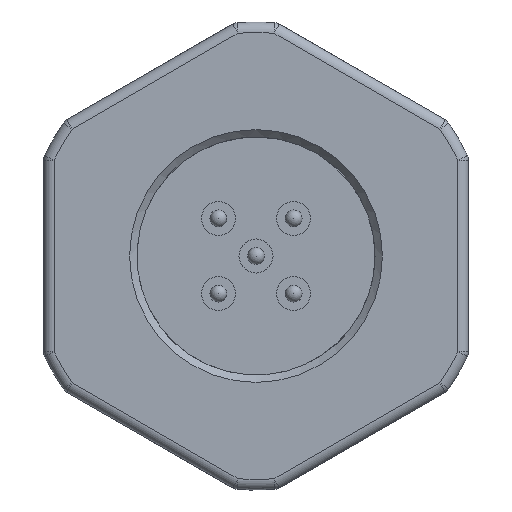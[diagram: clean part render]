
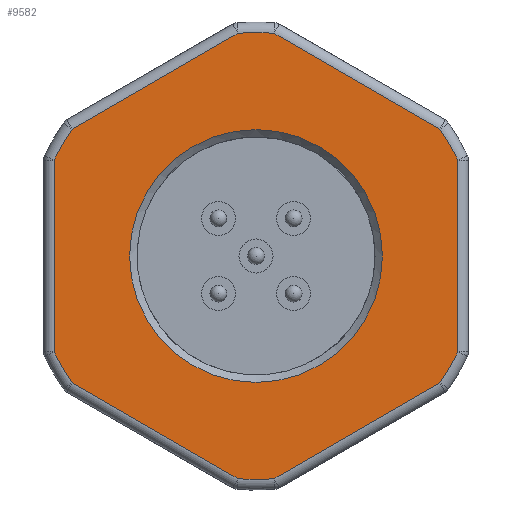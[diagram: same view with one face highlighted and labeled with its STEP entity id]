
A CAD part, left-side view. The second image highlights one B-rep face of the part: STEP entity #9582.
In plain terms, the highlighted face is planar.
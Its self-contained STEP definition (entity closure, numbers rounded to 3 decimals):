
#284=PLANE('',#10379);
#911=LINE('',#17768,#1762);
#919=LINE('',#17803,#1770);
#925=LINE('',#17825,#1776);
#938=LINE('',#17912,#1789);
#944=LINE('',#17940,#1795);
#949=LINE('',#17966,#1800);
#1762=VECTOR('',#11590,1000.);
#1770=VECTOR('',#11638,1000.);
#1776=VECTOR('',#11672,1000.);
#1789=VECTOR('',#11793,1000.);
#1795=VECTOR('',#11831,1000.);
#1800=VECTOR('',#11868,1000.);
#3612=ORIENTED_EDGE('',*,*,#5454,.F.);
#3613=ORIENTED_EDGE('',*,*,#5801,.F.);
#3614=ORIENTED_EDGE('',*,*,#5794,.T.);
#3615=ORIENTED_EDGE('',*,*,#5787,.F.);
#3616=ORIENTED_EDGE('',*,*,#5780,.F.);
#3617=ORIENTED_EDGE('',*,*,#5773,.F.);
#3618=ORIENTED_EDGE('',*,*,#5706,.F.);
#3619=ORIENTED_EDGE('',*,*,#5692,.F.);
#3620=ORIENTED_EDGE('',*,*,#5724,.T.);
#3621=ORIENTED_EDGE('',*,*,#5684,.F.);
#3622=ORIENTED_EDGE('',*,*,#5736,.F.);
#3623=ORIENTED_EDGE('',*,*,#5673,.F.);
#3624=ORIENTED_EDGE('',*,*,#5807,.F.);
#5454=EDGE_CURVE('',#6776,#6776,#7634,.T.);
#5673=EDGE_CURVE('',#6921,#6928,#7652,.T.);
#5684=EDGE_CURVE('',#6936,#6937,#7661,.T.);
#5692=EDGE_CURVE('',#6943,#6941,#7669,.T.);
#5706=EDGE_CURVE('',#6941,#6952,#911,.T.);
#5724=EDGE_CURVE('',#6943,#6937,#919,.T.);
#5736=EDGE_CURVE('',#6928,#6936,#925,.T.);
#5773=EDGE_CURVE('',#6952,#6979,#7722,.T.);
#5780=EDGE_CURVE('',#6979,#6982,#938,.T.);
#5787=EDGE_CURVE('',#6982,#6985,#7730,.T.);
#5794=EDGE_CURVE('',#6988,#6985,#944,.T.);
#5801=EDGE_CURVE('',#6988,#6991,#7738,.T.);
#5807=EDGE_CURVE('',#6991,#6921,#949,.T.);
#6776=VERTEX_POINT('',#13905);
#6921=VERTEX_POINT('',#17680);
#6928=VERTEX_POINT('',#17699);
#6936=VERTEX_POINT('',#17721);
#6937=VERTEX_POINT('',#17723);
#6941=VERTEX_POINT('',#17734);
#6943=VERTEX_POINT('',#17738);
#6952=VERTEX_POINT('',#17765);
#6979=VERTEX_POINT('',#17899);
#6982=VERTEX_POINT('',#17913);
#6985=VERTEX_POINT('',#17927);
#6988=VERTEX_POINT('',#17941);
#6991=VERTEX_POINT('',#17955);
#7634=CIRCLE('',#10174,5.95);
#7652=CIRCLE('',#10220,10.5);
#7661=CIRCLE('',#10233,10.5);
#7669=CIRCLE('',#10243,10.5);
#7722=CIRCLE('',#10339,10.5);
#7730=CIRCLE('',#10355,10.5);
#7738=CIRCLE('',#10371,10.5);
#8176=EDGE_LOOP('',(#3612));
#8177=EDGE_LOOP('',(#3613,#3614,#3615,#3616,#3617,#3618,#3619,#3620,#3621,
#3622,#3623,#3624));
#8849=FACE_BOUND('',#8176,.T.);
#8850=FACE_BOUND('',#8177,.T.);
#9582=ADVANCED_FACE('',(#8849,#8850),#284,.F.);
#10174=AXIS2_PLACEMENT_3D('',#13904,#11378,#11379);
#10220=AXIS2_PLACEMENT_3D('',#17698,#11506,#11507);
#10233=AXIS2_PLACEMENT_3D('',#17722,#11534,#11535);
#10243=AXIS2_PLACEMENT_3D('',#17739,#11554,#11555);
#10339=AXIS2_PLACEMENT_3D('',#17898,#11774,#11775);
#10355=AXIS2_PLACEMENT_3D('',#17926,#11812,#11813);
#10371=AXIS2_PLACEMENT_3D('',#17954,#11850,#11851);
#10379=AXIS2_PLACEMENT_3D('',#17967,#11869,#11870);
#11378=DIRECTION('',(0.,0.,-1.));
#11379=DIRECTION('',(1.,0.,0.));
#11506=DIRECTION('',(0.,0.,1.));
#11507=DIRECTION('',(-0.997,0.081,0.));
#11534=DIRECTION('',(0.,0.,1.));
#11535=DIRECTION('',(-0.568,-0.823,0.));
#11554=DIRECTION('',(0.,0.,1.));
#11555=DIRECTION('',(0.429,-0.904,0.));
#11590=DIRECTION('',(0.5,0.866,0.));
#11638=DIRECTION('',(-1.,0.,0.));
#11672=DIRECTION('',(0.5,-0.866,0.));
#11774=DIRECTION('',(0.,0.,1.));
#11775=DIRECTION('',(0.997,-0.081,0.));
#11793=DIRECTION('',(-0.5,0.866,0.));
#11812=DIRECTION('',(0.,0.,1.));
#11813=DIRECTION('',(0.568,0.823,0.));
#11831=DIRECTION('',(1.,0.,0.));
#11850=DIRECTION('',(0.,0.,1.));
#11851=DIRECTION('',(-0.429,0.904,0.));
#11868=DIRECTION('',(-0.5,-0.866,0.));
#11869=DIRECTION('',(0.,0.,1.));
#11870=DIRECTION('',(0.,1.,0.));
#13904=CARTESIAN_POINT('',(0.,0.,-5.));
#13905=CARTESIAN_POINT('',(5.95,0.,-5.));
#17680=CARTESIAN_POINT('',(-10.481,0.846,-5.));
#17698=CARTESIAN_POINT('',(-0.015,0.,-5.));
#17699=CARTESIAN_POINT('',(-10.481,-0.846,-5.));
#17721=CARTESIAN_POINT('',(-5.973,-8.654,-5.));
#17722=CARTESIAN_POINT('',(-0.008,-0.013,-5.));
#17723=CARTESIAN_POINT('',(-4.508,-9.5,-5.));
#17734=CARTESIAN_POINT('',(5.973,-8.654,-5.));
#17738=CARTESIAN_POINT('',(4.508,-9.5,-5.));
#17739=CARTESIAN_POINT('',(0.008,-0.013,-5.));
#17765=CARTESIAN_POINT('',(10.481,-0.846,-5.));
#17768=CARTESIAN_POINT('',(5.973,-8.654,-5.));
#17803=CARTESIAN_POINT('',(4.508,-9.5,-5.));
#17825=CARTESIAN_POINT('',(-10.481,-0.846,-5.));
#17898=CARTESIAN_POINT('',(0.015,0.,-5.));
#17899=CARTESIAN_POINT('',(10.481,0.846,-5.));
#17912=CARTESIAN_POINT('',(10.481,0.846,-5.));
#17913=CARTESIAN_POINT('',(5.973,8.654,-5.));
#17926=CARTESIAN_POINT('',(0.008,0.013,-5.));
#17927=CARTESIAN_POINT('',(4.508,9.5,-5.));
#17940=CARTESIAN_POINT('',(-4.508,9.5,-5.));
#17941=CARTESIAN_POINT('',(-4.508,9.5,-5.));
#17954=CARTESIAN_POINT('',(-0.008,0.013,-5.));
#17955=CARTESIAN_POINT('',(-5.973,8.654,-5.));
#17966=CARTESIAN_POINT('',(-5.973,8.654,-5.));
#17967=CARTESIAN_POINT('',(0.,0.,-5.));
